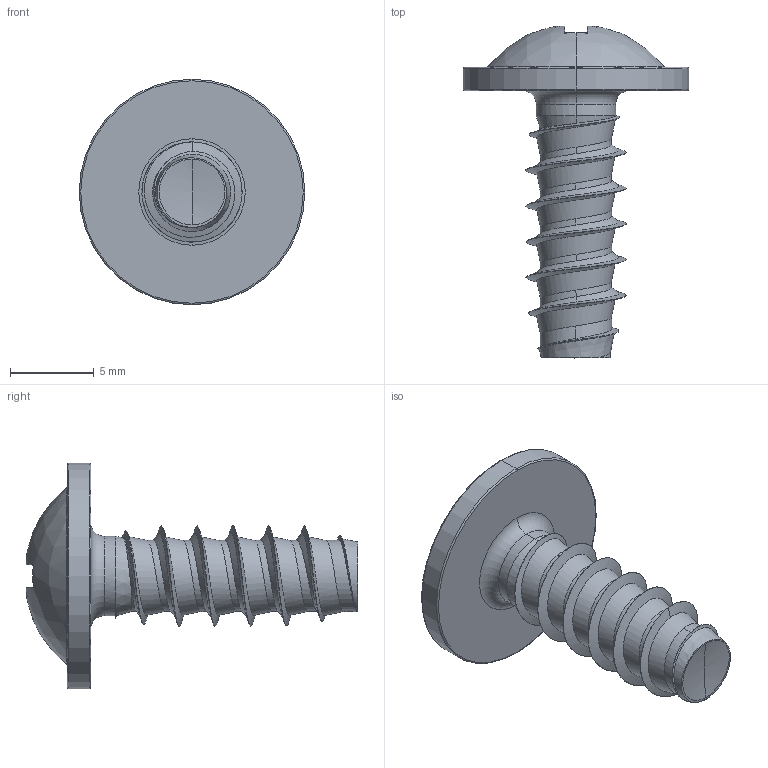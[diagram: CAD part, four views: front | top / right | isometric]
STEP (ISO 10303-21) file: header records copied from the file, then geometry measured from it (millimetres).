
FILE_DESCRIPTION (( 'STEP AP203' ), '1' );
FILE_NAME ('STP210600160.STEP', '2017-08-15T01:54:52', ( '' ), ( '' ), 'SwSTEP 2.0', 'SolidWorks 2015', '' );
FILE_SCHEMA (( 'CONFIG_CONTROL_DESIGN' ));
Length unit declared in the file: millimetre
Products named in the file (1): STP210600160
Bounding box: 13.5 x 19.88 x 13.5 mm (x, y, z)
Volume: 567.5 mm3; surface area: 720.6 mm2
Topology: 1 solids, 1 shells, 185 faces, 437 edges, 255 vertices
Faces by surface type: bspline 55, cylinder 40, plane 31, torus 30, sphere 20, cone 9
Entity records: 18843 total; most frequent: CARTESIAN_POINT 14976, ORIENTED_EDGE 870, DIRECTION 723, EDGE_CURVE 435, AXIS2_PLACEMENT_3D 319, VERTEX_POINT 255, CIRCLE 188, EDGE_LOOP 188
